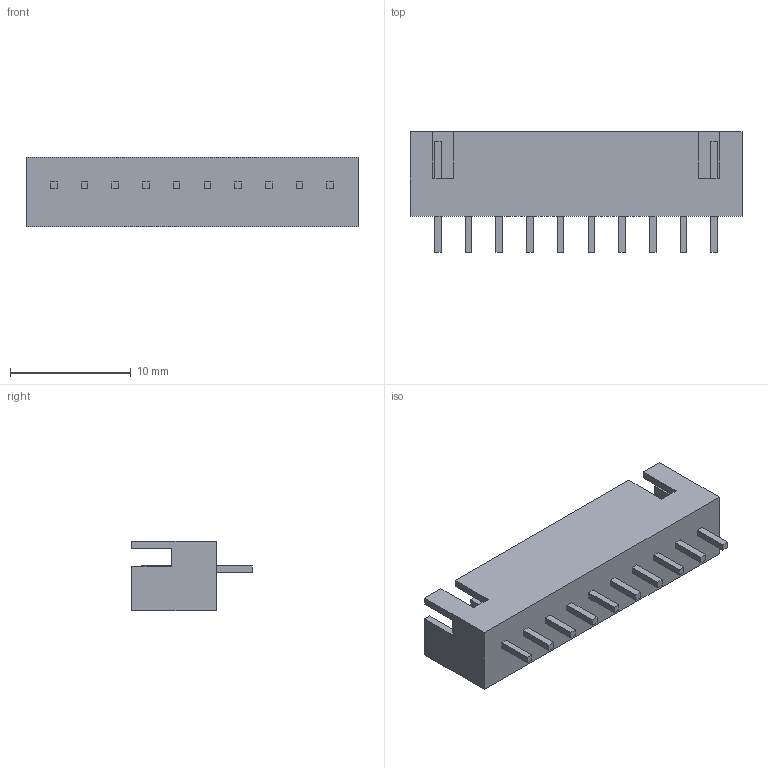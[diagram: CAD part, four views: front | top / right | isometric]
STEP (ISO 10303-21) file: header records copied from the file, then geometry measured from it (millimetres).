
FILE_DESCRIPTION(/* description */ (''),/* implementation_level */ '2;1');
FILE_NAME(/* name */ 'XH 2.54mm 10pin connector.step',/* time_stamp */ '2025-06-30T09:29:25+02:00',/* author */ (''),/* organization */ (''),/* preprocessor_version */ 'ST-DEVELOPER v20.1',/* originating_system */ 'Autodesk Translation Framework v14.10.0.0',/* authorisation */ '');
FILE_SCHEMA (('AUTOMOTIVE_DESIGN { 1 0 10303 214 3 1 1 }'));
Length unit declared in the file: millimetre
Products named in the file (1): 10PinConnector
Bounding box: 27.47 x 9.98 x 5.76 mm (x, y, z)
Volume: 353.2 mm3; surface area: 1362.9 mm2
Topology: 11 solids, 11 shells, 124 faces, 306 edges, 204 vertices
Faces by surface type: plane 124
Entity records: 3667 total; most frequent: CARTESIAN_POINT 635, ORIENTED_EDGE 612, DIRECTION 556, LINE 306, VECTOR 306, EDGE_CURVE 306, VERTEX_POINT 204, EDGE_LOOP 144
